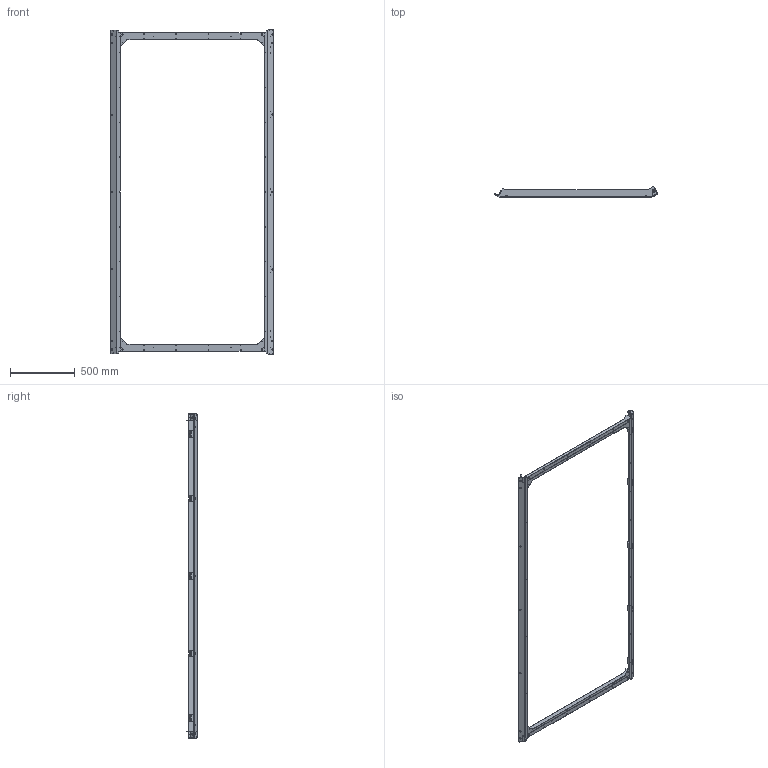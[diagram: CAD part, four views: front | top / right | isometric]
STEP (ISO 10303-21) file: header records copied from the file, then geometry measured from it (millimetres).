
FILE_DESCRIPTION (( 'STEP AP203' ), '1' );
FILE_NAME ('CV03-F30_REV_A.step', '2025-08-17T05:19:20', ( '' ), ( '' ), 'SwSTEP 2.0', 'SolidWorks 2024', '' );
FILE_SCHEMA (( 'CONFIG_CONTROL_DESIGN' ));
Length unit declared in the file: millimetre
Products named in the file (14): CV03-C-08; weldnut_WELDNUT-M8; CV03-F12; CV03-F17; CV03-C-10; CV03-C-09; CV03-C-06; CV03-F30_REV_A; CV03-C-01; CV03-C-05; CV03-F13; CV03-F16; CV03-C-11; CV03-F15
Assembly tree (31 placements, depth 4):
  CV03-F30_REV_A
    CV03-F17
      CV03-C-08
      weldnut_WELDNUT-M8  x9
      CV03-C-09  x5
      CV03-F12
        CV03-C-05
        weldnut_WELDNUT-M8
      CV03-F13
        CV03-C-05
        weldnut_WELDNUT-M8
    CV03-F15  x2
      CV03-C-01
      weldnut_WELDNUT-M8
    CV03-C-10
    CV03-F16
      CV03-C-06
    CV03-C-11
Bounding box: 1261.28 x 83.45 x 2514.8 mm (x, y, z)
Volume: 2348603 mm3; surface area: 1641856.4 mm2
Topology: 28 solids, 28 shells, 1160 faces, 3052 edges, 1963 vertices
Faces by surface type: plane 701, cylinder 354, cone 105
Entity records: 20288 total; most frequent: CARTESIAN_POINT 3254, DIRECTION 3134, ORIENTED_EDGE 3126, EDGE_CURVE 1563, VECTOR 1160, LINE 1160, VERTEX_POINT 1023, AXIS2_PLACEMENT_3D 987
